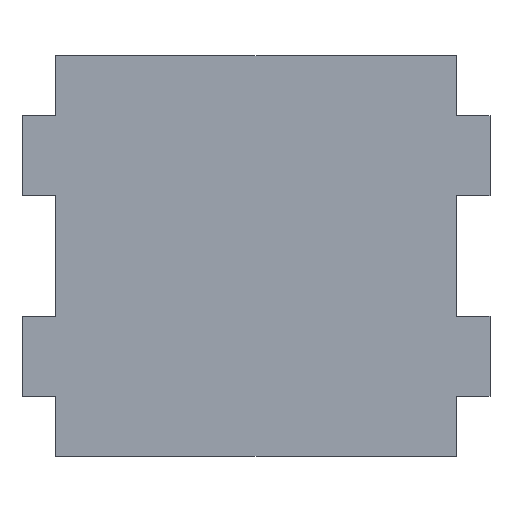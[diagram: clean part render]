
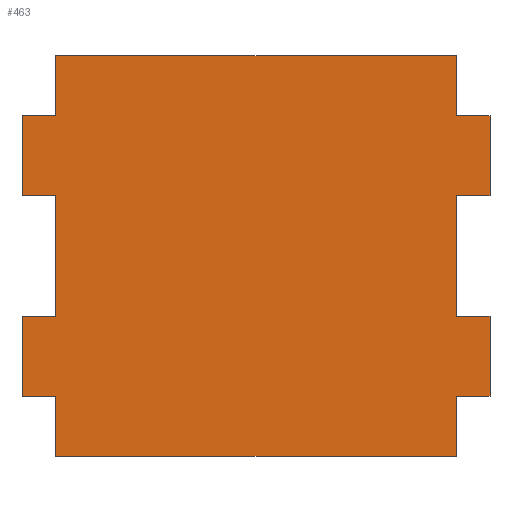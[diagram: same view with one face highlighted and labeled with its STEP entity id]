
A CAD part, top view. The second image highlights one B-rep face of the part: STEP entity #463.
In plain terms, the highlighted planar face has unit normal (0, 0, 1).
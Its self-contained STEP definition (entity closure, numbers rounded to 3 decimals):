
#34=FACE_OUTER_BOUND('',#56,.T.);
#56=EDGE_LOOP('',(#358,#359,#360,#361,#362,#363,#364,#365,#366,#367,#368,
#369,#370,#371,#372,#373,#374,#375,#376,#377));
#58=LINE('',#620,#118);
#62=LINE('',#628,#122);
#65=LINE('',#634,#125);
#68=LINE('',#640,#128);
#71=LINE('',#646,#131);
#74=LINE('',#652,#134);
#77=LINE('',#658,#137);
#80=LINE('',#664,#140);
#83=LINE('',#670,#143);
#86=LINE('',#676,#146);
#89=LINE('',#682,#149);
#92=LINE('',#688,#152);
#95=LINE('',#694,#155);
#98=LINE('',#700,#158);
#101=LINE('',#706,#161);
#104=LINE('',#712,#164);
#107=LINE('',#718,#167);
#110=LINE('',#724,#170);
#113=LINE('',#730,#173);
#116=LINE('',#735,#176);
#118=VECTOR('',#514,10.);
#122=VECTOR('',#520,10.);
#125=VECTOR('',#525,10.);
#128=VECTOR('',#530,10.);
#131=VECTOR('',#535,10.);
#134=VECTOR('',#540,10.);
#137=VECTOR('',#545,10.);
#140=VECTOR('',#550,10.);
#143=VECTOR('',#555,10.);
#146=VECTOR('',#560,10.);
#149=VECTOR('',#565,10.);
#152=VECTOR('',#570,10.);
#155=VECTOR('',#575,10.);
#158=VECTOR('',#580,10.);
#161=VECTOR('',#585,10.);
#164=VECTOR('',#590,10.);
#167=VECTOR('',#595,10.);
#170=VECTOR('',#600,10.);
#173=VECTOR('',#605,10.);
#176=VECTOR('',#610,10.);
#178=VERTEX_POINT('',#618);
#179=VERTEX_POINT('',#619);
#182=VERTEX_POINT('',#627);
#184=VERTEX_POINT('',#633);
#186=VERTEX_POINT('',#639);
#188=VERTEX_POINT('',#645);
#190=VERTEX_POINT('',#651);
#192=VERTEX_POINT('',#657);
#194=VERTEX_POINT('',#663);
#196=VERTEX_POINT('',#669);
#198=VERTEX_POINT('',#675);
#200=VERTEX_POINT('',#681);
#202=VERTEX_POINT('',#687);
#204=VERTEX_POINT('',#693);
#206=VERTEX_POINT('',#699);
#208=VERTEX_POINT('',#705);
#210=VERTEX_POINT('',#711);
#212=VERTEX_POINT('',#717);
#214=VERTEX_POINT('',#723);
#216=VERTEX_POINT('',#729);
#218=EDGE_CURVE('',#178,#179,#58,.T.);
#222=EDGE_CURVE('',#179,#182,#62,.T.);
#225=EDGE_CURVE('',#182,#184,#65,.T.);
#228=EDGE_CURVE('',#184,#186,#68,.T.);
#231=EDGE_CURVE('',#186,#188,#71,.T.);
#234=EDGE_CURVE('',#188,#190,#74,.T.);
#237=EDGE_CURVE('',#190,#192,#77,.T.);
#240=EDGE_CURVE('',#192,#194,#80,.T.);
#243=EDGE_CURVE('',#194,#196,#83,.T.);
#246=EDGE_CURVE('',#196,#198,#86,.T.);
#249=EDGE_CURVE('',#198,#200,#89,.T.);
#252=EDGE_CURVE('',#200,#202,#92,.T.);
#255=EDGE_CURVE('',#202,#204,#95,.T.);
#258=EDGE_CURVE('',#204,#206,#98,.T.);
#261=EDGE_CURVE('',#206,#208,#101,.T.);
#264=EDGE_CURVE('',#208,#210,#104,.T.);
#267=EDGE_CURVE('',#210,#212,#107,.T.);
#270=EDGE_CURVE('',#212,#214,#110,.T.);
#273=EDGE_CURVE('',#214,#216,#113,.T.);
#276=EDGE_CURVE('',#216,#178,#116,.T.);
#358=ORIENTED_EDGE('',*,*,#218,.F.);
#359=ORIENTED_EDGE('',*,*,#276,.F.);
#360=ORIENTED_EDGE('',*,*,#273,.F.);
#361=ORIENTED_EDGE('',*,*,#270,.F.);
#362=ORIENTED_EDGE('',*,*,#267,.F.);
#363=ORIENTED_EDGE('',*,*,#264,.F.);
#364=ORIENTED_EDGE('',*,*,#261,.F.);
#365=ORIENTED_EDGE('',*,*,#258,.F.);
#366=ORIENTED_EDGE('',*,*,#255,.F.);
#367=ORIENTED_EDGE('',*,*,#252,.F.);
#368=ORIENTED_EDGE('',*,*,#249,.F.);
#369=ORIENTED_EDGE('',*,*,#246,.F.);
#370=ORIENTED_EDGE('',*,*,#243,.F.);
#371=ORIENTED_EDGE('',*,*,#240,.F.);
#372=ORIENTED_EDGE('',*,*,#237,.F.);
#373=ORIENTED_EDGE('',*,*,#234,.F.);
#374=ORIENTED_EDGE('',*,*,#231,.F.);
#375=ORIENTED_EDGE('',*,*,#228,.F.);
#376=ORIENTED_EDGE('',*,*,#225,.F.);
#377=ORIENTED_EDGE('',*,*,#222,.F.);
#418=PLANE('',#508);
#463=ADVANCED_FACE('',(#34),#418,.T.);
#508=AXIS2_PLACEMENT_3D('',#737,#612,#613);
#514=DIRECTION('',(0.,1.,0.));
#520=DIRECTION('',(-1.,0.,0.));
#525=DIRECTION('',(0.,1.,0.));
#530=DIRECTION('',(1.,0.,0.));
#535=DIRECTION('',(0.,1.,0.));
#540=DIRECTION('',(1.,0.,0.));
#545=DIRECTION('',(0.,-1.,0.));
#550=DIRECTION('',(1.,0.,0.));
#555=DIRECTION('',(0.,-1.,0.));
#560=DIRECTION('',(-1.,0.,0.));
#565=DIRECTION('',(0.,-1.,0.));
#570=DIRECTION('',(1.,0.,0.));
#575=DIRECTION('',(0.,-1.,0.));
#580=DIRECTION('',(-1.,0.,0.));
#585=DIRECTION('',(0.,-1.,0.));
#590=DIRECTION('',(-1.,0.,0.));
#595=DIRECTION('',(0.,1.,0.));
#600=DIRECTION('',(-1.,0.,0.));
#605=DIRECTION('',(0.,1.,0.));
#610=DIRECTION('',(1.,0.,0.));
#612=DIRECTION('center_axis',(0.,0.,1.));
#613=DIRECTION('ref_axis',(1.,0.,0.));
#618=CARTESIAN_POINT('',(0.,0.,18.));
#619=CARTESIAN_POINT('',(0.,64.2,18.));
#620=CARTESIAN_POINT('',(0.,64.2,18.));
#627=CARTESIAN_POINT('',(-18.,64.2,18.));
#628=CARTESIAN_POINT('',(-18.,64.2,18.));
#633=CARTESIAN_POINT('',(-18.,107.,18.));
#634=CARTESIAN_POINT('',(-18.,157.1,18.));
#639=CARTESIAN_POINT('',(0.,107.,18.));
#640=CARTESIAN_POINT('',(0.,107.,18.));
#645=CARTESIAN_POINT('',(0.,139.1,18.));
#646=CARTESIAN_POINT('',(0.,157.1,18.));
#651=CARTESIAN_POINT('',(214.,139.1,18.));
#652=CARTESIAN_POINT('',(214.,139.1,18.));
#657=CARTESIAN_POINT('',(214.,107.,18.));
#658=CARTESIAN_POINT('',(214.,107.,18.));
#663=CARTESIAN_POINT('',(232.,107.,18.));
#664=CARTESIAN_POINT('',(232.,107.,18.));
#669=CARTESIAN_POINT('',(232.,64.2,18.));
#670=CARTESIAN_POINT('',(232.,-92.9,18.));
#675=CARTESIAN_POINT('',(214.,64.2,18.));
#676=CARTESIAN_POINT('',(214.,64.2,18.));
#681=CARTESIAN_POINT('',(214.,0.,18.));
#682=CARTESIAN_POINT('',(214.,0.,18.));
#687=CARTESIAN_POINT('',(232.,0.,18.));
#688=CARTESIAN_POINT('',(232.,0.,18.));
#693=CARTESIAN_POINT('',(232.,-42.8,18.));
#694=CARTESIAN_POINT('',(232.,-92.9,18.));
#699=CARTESIAN_POINT('',(214.,-42.8,18.));
#700=CARTESIAN_POINT('',(214.,-42.8,18.));
#705=CARTESIAN_POINT('',(214.,-74.9,18.));
#706=CARTESIAN_POINT('',(214.,-92.9,18.));
#711=CARTESIAN_POINT('',(0.,-74.9,18.));
#712=CARTESIAN_POINT('',(-18.,-74.9,18.));
#717=CARTESIAN_POINT('',(0.,-42.8,18.));
#718=CARTESIAN_POINT('',(0.,-42.8,18.));
#723=CARTESIAN_POINT('',(-18.,-42.8,18.));
#724=CARTESIAN_POINT('',(-18.,-42.8,18.));
#729=CARTESIAN_POINT('',(-18.,0.,18.));
#730=CARTESIAN_POINT('',(-18.,157.1,18.));
#735=CARTESIAN_POINT('',(0.,0.,18.));
#737=CARTESIAN_POINT('Origin',(107.,32.1,18.));
